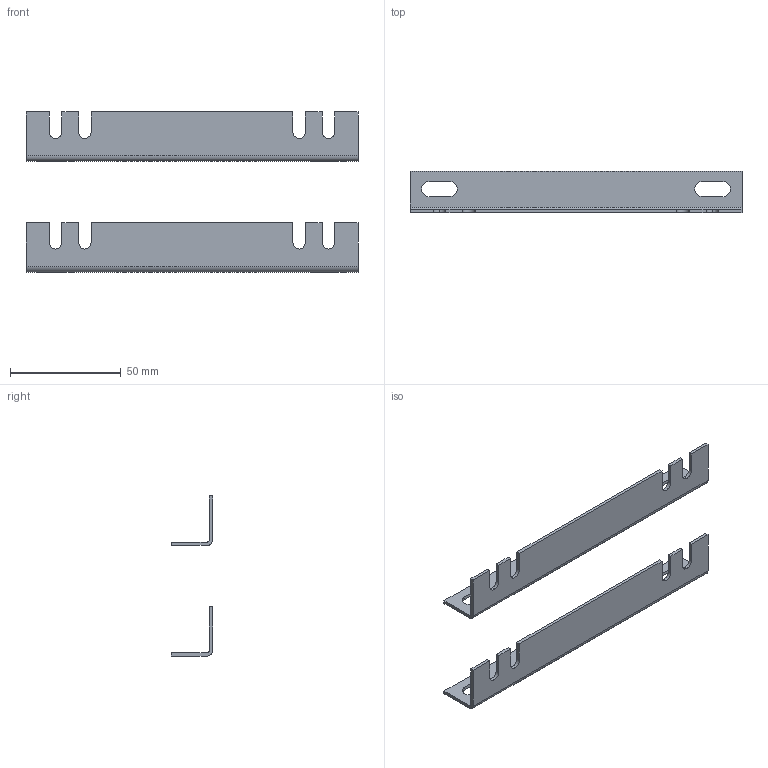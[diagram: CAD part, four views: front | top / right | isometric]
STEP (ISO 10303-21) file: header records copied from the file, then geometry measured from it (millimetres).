
FILE_DESCRIPTION (( 'STEP AP214' ), '1' );
FILE_NAME ('SPAR-SA00-2337.STEP', '2025-04-30T17:48:27', ( '' ), ( '' ), 'SwSTEP 2.0', 'SolidWorks 2021', '' );
FILE_SCHEMA (( 'AUTOMOTIVE_DESIGN' ));
Length unit declared in the file: inch
Products named in the file (1): SPAR-SA00-2337
Bounding box: 150.04 x 18.72 x 72.36 mm (x, y, z)
Volume: 16111.7 mm3; surface area: 23103.5 mm2
Topology: 2 solids, 2 shells, 80 faces, 228 edges, 152 vertices
Faces by surface type: plane 52, cylinder 28
Entity records: 2675 total; most frequent: CARTESIAN_POINT 461, ORIENTED_EDGE 456, DIRECTION 446, EDGE_CURVE 228, VECTOR 172, LINE 172, VERTEX_POINT 152, AXIS2_PLACEMENT_3D 137
